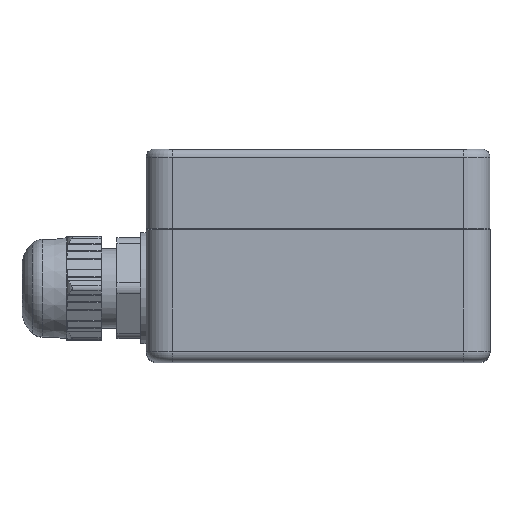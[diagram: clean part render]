
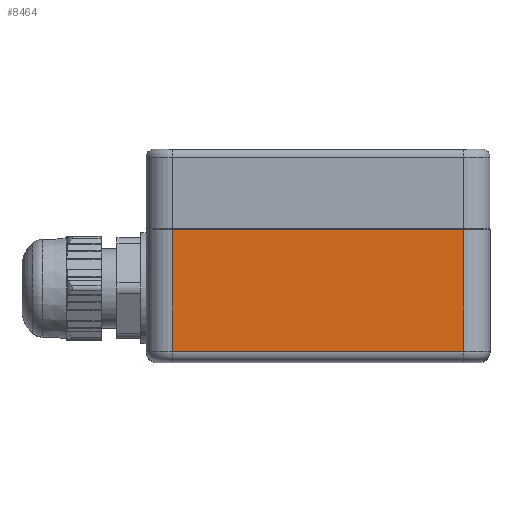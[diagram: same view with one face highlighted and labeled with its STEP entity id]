
A CAD part, top view. The second image highlights one B-rep face of the part: STEP entity #8464.
In plain terms, the highlighted planar face has unit normal (0, 0, 1).
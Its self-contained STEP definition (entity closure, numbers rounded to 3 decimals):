
#8464=ADVANCED_FACE('',(#19040),#19042,.T.);
#19040=FACE_BOUND('',#19041,.T.);
#19041=EDGE_LOOP('',(#28481,#28482,#28483,#28484));
#19042=PLANE('',#19043);
#19043=AXIS2_PLACEMENT_3D('',#19044,#19045,#19046);
#19044=CARTESIAN_POINT('',(-27.5,2.,57.5));
#19045=DIRECTION('',(0.,0.,1.));
#19046=DIRECTION('',(1.,0.,0.));
#28481=ORIENTED_EDGE('',*,*,#32179,.T.);
#28482=ORIENTED_EDGE('',*,*,#32116,.F.);
#28483=ORIENTED_EDGE('',*,*,#32180,.T.);
#28484=ORIENTED_EDGE('',*,*,#32178,.T.);
#32116=EDGE_CURVE('',#36617,#36619,#36620,.T.);
#32178=EDGE_CURVE('',#36720,#36717,#36723,.T.);
#32179=EDGE_CURVE('',#36717,#36619,#36724,.T.);
#32180=EDGE_CURVE('',#36617,#36720,#36725,.T.);
#36617=VERTEX_POINT('',#52701);
#36619=VERTEX_POINT('',#52706);
#36620=LINE('',#52707,#52708);
#36717=VERTEX_POINT('',#53041);
#36720=VERTEX_POINT('',#53050);
#36723=LINE('',#53059,#53060);
#36724=LINE('',#53062,#53063);
#36725=LINE('',#53065,#53066);
#52701=CARTESIAN_POINT('',(-27.5,25.,57.5));
#52706=CARTESIAN_POINT('',(27.5,25.,57.5));
#52707=CARTESIAN_POINT('',(-27.5,25.,57.5));
#52708=VECTOR('',#52709,1.);
#52709=DIRECTION('',(1.,0.,0.));
#53041=CARTESIAN_POINT('',(27.5,2.,57.5));
#53050=CARTESIAN_POINT('',(-27.5,2.,57.5));
#53059=CARTESIAN_POINT('',(-27.5,2.,57.5));
#53060=VECTOR('',#53061,1.);
#53061=DIRECTION('',(1.,0.,0.));
#53062=CARTESIAN_POINT('',(27.5,2.,57.5));
#53063=VECTOR('',#53064,1.);
#53064=DIRECTION('',(0.,1.,0.));
#53065=CARTESIAN_POINT('',(-27.5,25.,57.5));
#53066=VECTOR('',#53067,1.);
#53067=DIRECTION('',(0.,-1.,0.));
